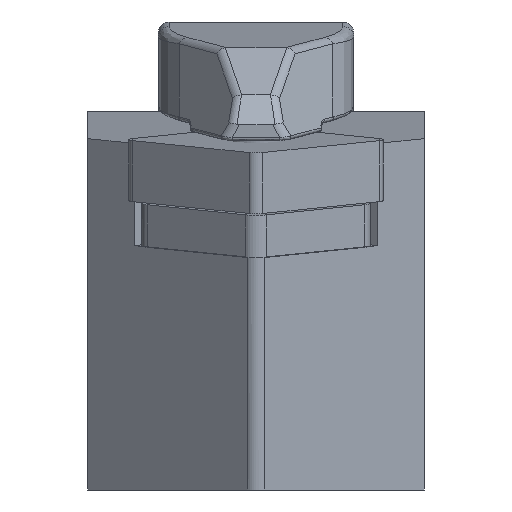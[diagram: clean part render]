
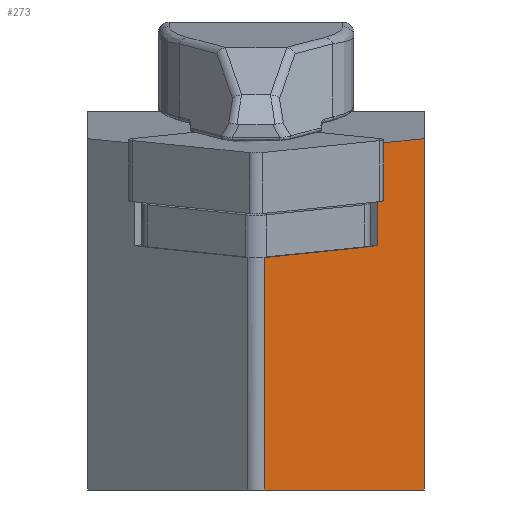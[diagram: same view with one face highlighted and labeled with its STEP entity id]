
A CAD part, left-side view. The second image highlights one B-rep face of the part: STEP entity #273.
In plain terms, the highlighted planar face has unit normal (-0.76, -0.643, -0.093).
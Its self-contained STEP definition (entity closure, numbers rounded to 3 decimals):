
#273=ADVANCED_FACE('',(#438),#392,.F.);
#392=PLANE('',#2128);
#438=FACE_OUTER_BOUND('',#552,.T.);
#552=EDGE_LOOP('',(#1032,#1033,#1034,#1035,#1036,#1037,#1038));
#669=LINE('',#2944,#825);
#690=LINE('',#3072,#846);
#691=LINE('',#3074,#847);
#703=LINE('',#3097,#859);
#704=LINE('',#3098,#860);
#705=LINE('',#3100,#861);
#706=LINE('',#3102,#862);
#825=VECTOR('',#2340,1.);
#846=VECTOR('',#2381,1.);
#847=VECTOR('',#2384,1.);
#859=VECTOR('',#2402,1.);
#860=VECTOR('',#2403,1.);
#861=VECTOR('',#2404,1.);
#862=VECTOR('',#2405,1.);
#1032=ORIENTED_EDGE('',*,*,#1794,.F.);
#1033=ORIENTED_EDGE('',*,*,#1751,.F.);
#1034=ORIENTED_EDGE('',*,*,#1795,.F.);
#1035=ORIENTED_EDGE('',*,*,#1796,.F.);
#1036=ORIENTED_EDGE('',*,*,#1797,.F.);
#1037=ORIENTED_EDGE('',*,*,#1782,.F.);
#1038=ORIENTED_EDGE('',*,*,#1781,.F.);
#1567=VERTEX_POINT('',#2942);
#1569=VERTEX_POINT('',#2945);
#1593=VERTEX_POINT('',#3063);
#1597=VERTEX_POINT('',#3071);
#1598=VERTEX_POINT('',#3075);
#1606=VERTEX_POINT('',#3099);
#1607=VERTEX_POINT('',#3101);
#1751=EDGE_CURVE('',#1567,#1569,#669,.T.);
#1781=EDGE_CURVE('',#1597,#1593,#690,.T.);
#1782=EDGE_CURVE('',#1593,#1598,#691,.T.);
#1794=EDGE_CURVE('',#1569,#1597,#703,.T.);
#1795=EDGE_CURVE('',#1606,#1567,#704,.T.);
#1796=EDGE_CURVE('',#1607,#1606,#705,.T.);
#1797=EDGE_CURVE('',#1598,#1607,#706,.T.);
#2128=AXIS2_PLACEMENT_3D('',#3103,#2406,#2407);
#2340=DIRECTION('',(0.638,-0.766,0.078));
#2381=DIRECTION('',(0.638,-0.766,0.078));
#2384=DIRECTION('',(0.122,0.,-0.993));
#2402=DIRECTION('',(-0.122,0.,0.993));
#2403=DIRECTION('',(0.638,-0.766,0.078));
#2404=DIRECTION('',(-0.122,0.,0.993));
#2405=DIRECTION('',(-0.646,0.764,0.));
#2406=DIRECTION('',(0.76,0.643,0.093));
#2407=DIRECTION('',(-0.646,0.764,0.));
#2942=CARTESIAN_POINT('',(8.858,-20.963,-6.912));
#2944=CARTESIAN_POINT('',(12.22,-25.,-6.499));
#2945=CARTESIAN_POINT('',(9.325,-21.523,-6.855));
#3063=CARTESIAN_POINT('',(11.289,-25.,1.084));
#3071=CARTESIAN_POINT('',(8.394,-21.523,0.728));
#3072=CARTESIAN_POINT('',(11.289,-25.,1.084));
#3074=CARTESIAN_POINT('',(16.128,-25.,-38.32));
#3075=CARTESIAN_POINT('',(14.492,-25.,-25.));
#3097=CARTESIAN_POINT('',(13.232,-21.523,-38.676));
#3098=CARTESIAN_POINT('',(12.22,-25.,-6.499));
#3099=CARTESIAN_POINT('',(2.345,-13.143,-7.712));
#3100=CARTESIAN_POINT('',(6.252,-13.143,-39.533));
#3101=CARTESIAN_POINT('',(4.468,-13.143,-25.));
#3102=CARTESIAN_POINT('',(15.174,-25.806,-25.));
#3103=CARTESIAN_POINT('',(16.128,-25.,-38.32));
